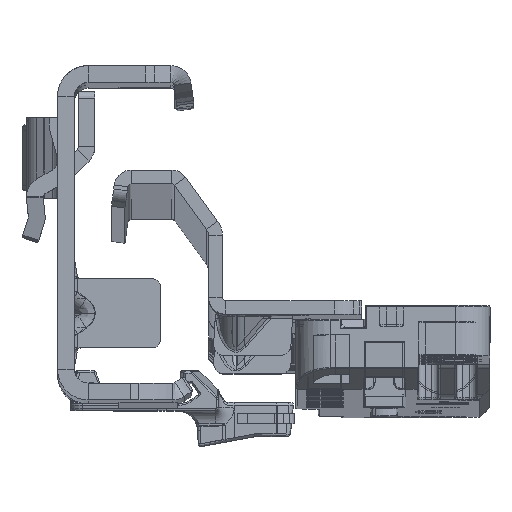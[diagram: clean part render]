
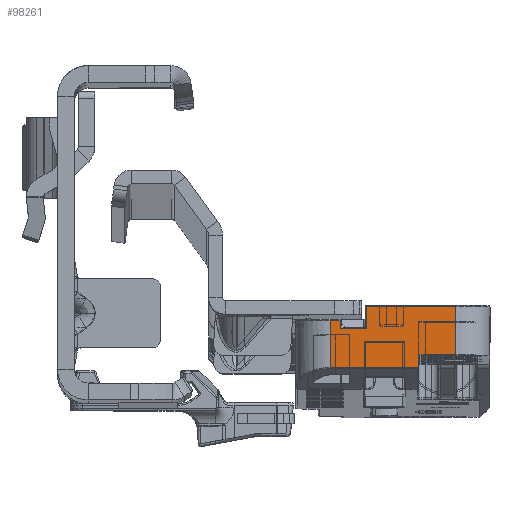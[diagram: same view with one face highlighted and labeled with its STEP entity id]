
A CAD part, top view. The second image highlights one B-rep face of the part: STEP entity #98261.
In plain terms, the highlighted face is planar.
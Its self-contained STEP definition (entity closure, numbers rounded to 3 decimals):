
#2410 = EDGE_CURVE ( 'NONE', #111417, #15471, #100998, .T. ) ;
#2528 = DIRECTION ( 'NONE',  ( -1., 0., 0. ) ) ;
#3521 = ORIENTED_EDGE ( 'NONE', *, *, #104778, .F. ) ;
#4575 = ORIENTED_EDGE ( 'NONE', *, *, #43536, .F. ) ;
#5185 = ORIENTED_EDGE ( 'NONE', *, *, #114537, .T. ) ;
#5757 = VERTEX_POINT ( 'NONE', #118433 ) ;
#7452 = CARTESIAN_POINT ( 'NONE',  ( -8.3, -6.71, -284.5 ) ) ;
#7769 = CIRCLE ( 'NONE', #63156, 0.2 ) ;
#9453 = VECTOR ( 'NONE', #59857, 1000. ) ;
#10249 = EDGE_CURVE ( 'NONE', #74644, #111417, #85455, .T. ) ;
#11739 = DIRECTION ( 'NONE',  ( 0., 0., 1. ) ) ;
#13421 = CARTESIAN_POINT ( 'NONE',  ( 3.15, 0.1, -284.5 ) ) ;
#13972 = EDGE_CURVE ( 'NONE', #73593, #74644, #21861, .T. ) ;
#15471 = VERTEX_POINT ( 'NONE', #28199 ) ;
#18480 = DIRECTION ( 'NONE',  ( 1., 0., 0. ) ) ;
#19291 = CARTESIAN_POINT ( 'NONE',  ( 4.6, 0.1, -284.5 ) ) ;
#19665 = LINE ( 'NONE', #117535, #22308 ) ;
#21861 = LINE ( 'NONE', #61123, #9453 ) ;
#21896 = VECTOR ( 'NONE', #2528, 1000. ) ;
#22308 = VECTOR ( 'NONE', #97567, 1000. ) ;
#26248 = DIRECTION ( 'NONE',  ( 0., 1., 0. ) ) ;
#27598 = AXIS2_PLACEMENT_3D ( 'NONE', #40048, #11739, #81876 ) ;
#28199 = CARTESIAN_POINT ( 'NONE',  ( 3.15, 0.1, -284.5 ) ) ;
#28434 = DIRECTION ( 'NONE',  ( 0., 0., 1. ) ) ;
#28944 = DIRECTION ( 'NONE',  ( 1., 0., 0. ) ) ;
#29596 = CARTESIAN_POINT ( 'NONE',  ( -8.3, -6.785, -284.5 ) ) ;
#29630 = VERTEX_POINT ( 'NONE', #52794 ) ;
#29754 = CARTESIAN_POINT ( 'NONE',  ( 4.6, 0.1, -284.5 ) ) ;
#29809 = VERTEX_POINT ( 'NONE', #68775 ) ;
#29933 = CARTESIAN_POINT ( 'NONE',  ( -8.291, -6.749, -284.5 ) ) ;
#31695 = ORIENTED_EDGE ( 'NONE', *, *, #107168, .T. ) ;
#33163 = VECTOR ( 'NONE', #28944, 1000. ) ;
#34004 = LINE ( 'NONE', #95167, #53728 ) ;
#37422 = CARTESIAN_POINT ( 'NONE',  ( -8.3, 0., -284.5 ) ) ;
#39961 = EDGE_CURVE ( 'NONE', #40019, #122075, #117805, .T. ) ;
#40019 = VERTEX_POINT ( 'NONE', #59789 ) ;
#40048 = CARTESIAN_POINT ( 'NONE',  ( 19.8, 2.6, -284.5 ) ) ;
#43536 = EDGE_CURVE ( 'NONE', #98090, #29630, #119007, .T. ) ;
#46976 = ORIENTED_EDGE ( 'NONE', *, *, #82135, .T. ) ;
#47427 = CARTESIAN_POINT ( 'NONE',  ( 19.8, -1.15, -284.5 ) ) ;
#49706 = CARTESIAN_POINT ( 'NONE',  ( -0.75, -1.15, -284.5 ) ) ;
#52794 = CARTESIAN_POINT ( 'NONE',  ( -8.5, -5., -284.5 ) ) ;
#53728 = VECTOR ( 'NONE', #26248, 1000. ) ;
#55507 = CARTESIAN_POINT ( 'NONE',  ( -8.5, -5.2, -284.5 ) ) ;
#58244 =( BOUNDED_CURVE ( )  B_SPLINE_CURVE ( 3, ( #87906, #29933, #7452, #78212 ),
 .UNSPECIFIED., .F., .T. ) 
 B_SPLINE_CURVE_WITH_KNOTS ( ( 4, 4 ),
 ( 1.047, 1.571 ),
 .UNSPECIFIED. ) 
 CURVE ( )  GEOMETRIC_REPRESENTATION_ITEM ( )  RATIONAL_B_SPLINE_CURVE ( ( 1., 0.977, 0.977, 1. ) ) 
 REPRESENTATION_ITEM ( '' )  );
#59789 = CARTESIAN_POINT ( 'NONE',  ( 4.6, -6.785, -284.5 ) ) ;
#59857 = DIRECTION ( 'NONE',  ( 0., -1., 0. ) ) ;
#61123 = CARTESIAN_POINT ( 'NONE',  ( -0.75, -0.9, -284.5 ) ) ;
#62756 = LINE ( 'NONE', #72413, #88519 ) ;
#63156 = AXIS2_PLACEMENT_3D ( 'NONE', #55507, #28434, #67674 ) ;
#63394 = DIRECTION ( 'NONE',  ( 0., 1., 0. ) ) ;
#63969 = CARTESIAN_POINT ( 'NONE',  ( -13.7, -5., -284.5 ) ) ;
#65743 = LINE ( 'NONE', #37422, #102566 ) ;
#67674 = DIRECTION ( 'NONE',  ( 1., 0., 0. ) ) ;
#67716 = ORIENTED_EDGE ( 'NONE', *, *, #104344, .T. ) ;
#68775 = CARTESIAN_POINT ( 'NONE',  ( -8.3, -6.669, -284.5 ) ) ;
#69394 = DIRECTION ( 'NONE',  ( 1., 0., 0. ) ) ;
#70497 = VECTOR ( 'NONE', #18480, 1000. ) ;
#70903 = CARTESIAN_POINT ( 'NONE',  ( -0.75, 2.1, -284.5 ) ) ;
#72413 = CARTESIAN_POINT ( 'NONE',  ( 4.6, -242.444, -284.5 ) ) ;
#73593 = VERTEX_POINT ( 'NONE', #70903 ) ;
#74644 = VERTEX_POINT ( 'NONE', #49706 ) ;
#77749 = ORIENTED_EDGE ( 'NONE', *, *, #112196, .F. ) ;
#78212 = CARTESIAN_POINT ( 'NONE',  ( -8.3, -6.669, -284.5 ) ) ;
#81876 = DIRECTION ( 'NONE',  ( 1., 0., 0. ) ) ;
#82135 = EDGE_CURVE ( 'NONE', #87508, #29630, #7769, .T. ) ;
#85455 = LINE ( 'NONE', #47427, #70497 ) ;
#87508 = VERTEX_POINT ( 'NONE', #125693 ) ;
#87906 = CARTESIAN_POINT ( 'NONE',  ( -8.273, -6.785, -284.5 ) ) ;
#88519 = VECTOR ( 'NONE', #63394, 1000. ) ;
#90946 = ORIENTED_EDGE ( 'NONE', *, *, #2410, .T. ) ;
#93783 = ORIENTED_EDGE ( 'NONE', *, *, #10249, .T. ) ;
#95167 = CARTESIAN_POINT ( 'NONE',  ( -13.7, 2., -284.5 ) ) ;
#97359 = DIRECTION ( 'NONE',  ( 0., 1., 0. ) ) ;
#97567 = DIRECTION ( 'NONE',  ( 1., 0., 0. ) ) ;
#98084 = CARTESIAN_POINT ( 'NONE',  ( 3.15, -1.15, -284.5 ) ) ;
#98090 = VERTEX_POINT ( 'NONE', #63969 ) ;
#98183 = EDGE_LOOP ( 'NONE', ( #93783, #90946, #31695, #77749, #103236, #104831, #3521, #46976, #4575, #5185, #67716, #101534 ) ) ;
#98261 = ADVANCED_FACE ( 'NONE', ( #99915 ), #101846, .F. ) ;
#99848 = CARTESIAN_POINT ( 'NONE',  ( -8.273, -6.785, -284.5 ) ) ;
#99915 = FACE_OUTER_BOUND ( 'NONE', #98183, .T. ) ;
#100998 = LINE ( 'NONE', #13421, #118657 ) ;
#101534 = ORIENTED_EDGE ( 'NONE', *, *, #13972, .T. ) ;
#101846 = PLANE ( 'NONE',  #27598 ) ;
#102566 = VECTOR ( 'NONE', #125679, 1000. ) ;
#103236 = ORIENTED_EDGE ( 'NONE', *, *, #39961, .T. ) ;
#103322 = EDGE_CURVE ( 'NONE', #122075, #29809, #58244, .T. ) ;
#104344 = EDGE_CURVE ( 'NONE', #5757, #73593, #19665, .T. ) ;
#104778 = EDGE_CURVE ( 'NONE', #87508, #29809, #65743, .T. ) ;
#104831 = ORIENTED_EDGE ( 'NONE', *, *, #103322, .T. ) ;
#107168 = EDGE_CURVE ( 'NONE', #15471, #122843, #116511, .T. ) ;
#111417 = VERTEX_POINT ( 'NONE', #98084 ) ;
#112196 = EDGE_CURVE ( 'NONE', #40019, #122843, #62756, .T. ) ;
#114537 = EDGE_CURVE ( 'NONE', #98090, #5757, #34004, .T. ) ;
#116511 = LINE ( 'NONE', #19291, #33163 ) ;
#117535 = CARTESIAN_POINT ( 'NONE',  ( -0.7, 2.1, -284.5 ) ) ;
#117805 = LINE ( 'NONE', #29596, #21896 ) ;
#118433 = CARTESIAN_POINT ( 'NONE',  ( -13.7, 2.1, -284.5 ) ) ;
#118657 = VECTOR ( 'NONE', #97359, 1000. ) ;
#119007 = LINE ( 'NONE', #119667, #119335 ) ;
#119335 = VECTOR ( 'NONE', #69394, 1000. ) ;
#119667 = CARTESIAN_POINT ( 'NONE',  ( -8.3, -5., -284.5 ) ) ;
#122075 = VERTEX_POINT ( 'NONE', #99848 ) ;
#122843 = VERTEX_POINT ( 'NONE', #29754 ) ;
#125679 = DIRECTION ( 'NONE',  ( 0., -1., 0. ) ) ;
#125693 = CARTESIAN_POINT ( 'NONE',  ( -8.3, -5.2, -284.5 ) ) ;
